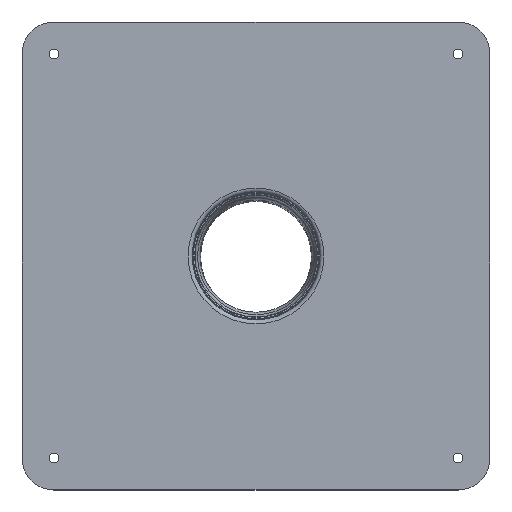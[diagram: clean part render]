
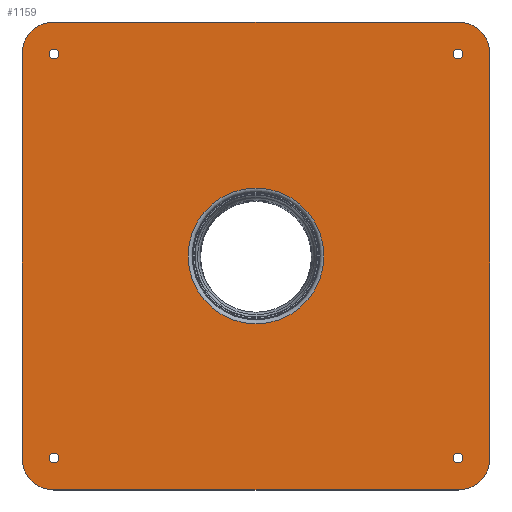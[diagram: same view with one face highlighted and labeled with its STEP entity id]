
A CAD part, top view. The second image highlights one B-rep face of the part: STEP entity #1159.
In plain terms, the highlighted planar face has unit normal (0, 0, 1).
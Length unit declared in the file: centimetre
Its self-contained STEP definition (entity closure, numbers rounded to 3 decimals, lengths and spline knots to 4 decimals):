
#73=FACE_BOUND('',#345,.T.);
#74=FACE_BOUND('',#346,.T.);
#75=FACE_BOUND('',#347,.T.);
#76=FACE_BOUND('',#348,.T.);
#77=FACE_BOUND('',#349,.T.);
#87=CIRCLE('',#1331,3.);
#88=CIRCLE('',#1333,20.);
#91=CIRCLE('',#1337,3.);
#92=CIRCLE('',#1339,20.);
#95=CIRCLE('',#1343,3.);
#96=CIRCLE('',#1345,20.);
#99=CIRCLE('',#1350,3.);
#100=CIRCLE('',#1352,20.);
#102=CIRCLE('',#1357,42.5167);
#269=FACE_OUTER_BOUND('',#344,.T.);
#344=EDGE_LOOP('',(#792,#793,#794,#795,#796,#797,#798,#799));
#345=EDGE_LOOP('',(#800));
#346=EDGE_LOOP('',(#801));
#347=EDGE_LOOP('',(#802));
#348=EDGE_LOOP('',(#803));
#349=EDGE_LOOP('',(#804));
#420=VERTEX_POINT('',#2030);
#421=VERTEX_POINT('',#2031);
#425=VERTEX_POINT('',#2041);
#426=VERTEX_POINT('',#2045);
#429=VERTEX_POINT('',#2053);
#430=VERTEX_POINT('',#2057);
#433=VERTEX_POINT('',#2065);
#434=VERTEX_POINT('',#2069);
#435=VERTEX_POINT('',#2070);
#439=VERTEX_POINT('',#2080);
#441=VERTEX_POINT('',#2086);
#442=VERTEX_POINT('',#2090);
#444=VERTEX_POINT('',#2102);
#547=EDGE_CURVE('',#420,#421,#1233,.T.);
#553=EDGE_CURVE('',#425,#425,#87,.T.);
#554=EDGE_CURVE('',#420,#426,#88,.T.);
#559=EDGE_CURVE('',#429,#429,#91,.T.);
#560=EDGE_CURVE('',#421,#430,#92,.T.);
#565=EDGE_CURVE('',#433,#433,#95,.T.);
#566=EDGE_CURVE('',#434,#435,#96,.T.);
#571=EDGE_CURVE('',#435,#439,#1245,.T.);
#575=EDGE_CURVE('',#441,#441,#99,.T.);
#576=EDGE_CURVE('',#442,#439,#100,.T.);
#580=EDGE_CURVE('',#430,#442,#1250,.T.);
#581=EDGE_CURVE('',#426,#434,#1251,.T.);
#583=EDGE_CURVE('',#444,#444,#102,.T.);
#792=ORIENTED_EDGE('',*,*,#580,.T.);
#793=ORIENTED_EDGE('',*,*,#576,.T.);
#794=ORIENTED_EDGE('',*,*,#571,.F.);
#795=ORIENTED_EDGE('',*,*,#566,.F.);
#796=ORIENTED_EDGE('',*,*,#581,.F.);
#797=ORIENTED_EDGE('',*,*,#554,.F.);
#798=ORIENTED_EDGE('',*,*,#547,.T.);
#799=ORIENTED_EDGE('',*,*,#560,.T.);
#800=ORIENTED_EDGE('',*,*,#565,.T.);
#801=ORIENTED_EDGE('',*,*,#575,.F.);
#802=ORIENTED_EDGE('',*,*,#559,.F.);
#803=ORIENTED_EDGE('',*,*,#553,.T.);
#804=ORIENTED_EDGE('',*,*,#583,.T.);
#1142=PLANE('',#1356);
#1159=ADVANCED_FACE('',(#269,#73,#74,#75,#76,#77),#1142,.T.);
#1233=LINE('',#2032,#1280);
#1245=LINE('',#2081,#1292);
#1250=LINE('',#2097,#1297);
#1251=LINE('',#2099,#1298);
#1280=VECTOR('',#1550,10.);
#1292=VECTOR('',#1600,10.);
#1297=VECTOR('',#1619,10.);
#1298=VECTOR('',#1622,10.);
#1331=AXIS2_PLACEMENT_3D('',#2043,#1559,#1560);
#1333=AXIS2_PLACEMENT_3D('',#2046,#1563,#1564);
#1337=AXIS2_PLACEMENT_3D('',#2055,#1573,#1574);
#1339=AXIS2_PLACEMENT_3D('',#2058,#1577,#1578);
#1343=AXIS2_PLACEMENT_3D('',#2067,#1587,#1588);
#1345=AXIS2_PLACEMENT_3D('',#2071,#1591,#1592);
#1350=AXIS2_PLACEMENT_3D('',#2088,#1607,#1608);
#1352=AXIS2_PLACEMENT_3D('',#2091,#1611,#1612);
#1356=AXIS2_PLACEMENT_3D('',#2101,#1624,#1625);
#1357=AXIS2_PLACEMENT_3D('',#2103,#1626,#1627);
#1550=DIRECTION('',(1.,0.,0.));
#1559=DIRECTION('center_axis',(0.,0.,-1.));
#1560=DIRECTION('ref_axis',(-1.,0.,0.));
#1563=DIRECTION('center_axis',(0.,0.,-1.));
#1564=DIRECTION('ref_axis',(1.,0.,0.));
#1573=DIRECTION('center_axis',(0.,0.,1.));
#1574=DIRECTION('ref_axis',(1.,0.,0.));
#1577=DIRECTION('center_axis',(0.,0.,1.));
#1578=DIRECTION('ref_axis',(-1.,0.,0.));
#1587=DIRECTION('center_axis',(0.,0.,-1.));
#1588=DIRECTION('ref_axis',(-1.,0.,0.));
#1591=DIRECTION('center_axis',(0.,0.,-1.));
#1592=DIRECTION('ref_axis',(0.,-1.,0.));
#1600=DIRECTION('',(1.,0.,0.));
#1607=DIRECTION('center_axis',(0.,0.,1.));
#1608=DIRECTION('ref_axis',(1.,0.,0.));
#1611=DIRECTION('center_axis',(0.,0.,1.));
#1612=DIRECTION('ref_axis',(0.,-1.,0.));
#1619=DIRECTION('',(0.,1.,0.));
#1622=DIRECTION('',(0.,1.,0.));
#1624=DIRECTION('center_axis',(0.,0.,1.));
#1625=DIRECTION('ref_axis',(-1.,0.,0.));
#1626=DIRECTION('center_axis',(0.,0.,-1.));
#1627=DIRECTION('ref_axis',(1.,0.,0.));
#2030=CARTESIAN_POINT('',(-126.5,-146.5,301.3));
#2031=CARTESIAN_POINT('',(126.5,-146.5,301.3));
#2032=CARTESIAN_POINT('',(-133.5,-146.5,301.3));
#2041=CARTESIAN_POINT('',(-123.5,-126.5,301.3));
#2043=CARTESIAN_POINT('Origin',(-126.5,-126.5,301.3));
#2045=CARTESIAN_POINT('',(-146.5,-126.5,301.3));
#2046=CARTESIAN_POINT('Origin',(-126.5,-126.5,301.3));
#2053=CARTESIAN_POINT('',(123.5,-126.5,301.3));
#2055=CARTESIAN_POINT('Origin',(126.5,-126.5,301.3));
#2057=CARTESIAN_POINT('',(146.5,-126.5,301.3));
#2058=CARTESIAN_POINT('Origin',(126.5,-126.5,301.3));
#2065=CARTESIAN_POINT('',(-123.5,126.5,301.3));
#2067=CARTESIAN_POINT('Origin',(-126.5,126.5,301.3));
#2069=CARTESIAN_POINT('',(-146.5,126.5,301.3));
#2070=CARTESIAN_POINT('',(-126.5,146.5,301.3));
#2071=CARTESIAN_POINT('Origin',(-126.5,126.5,301.3));
#2080=CARTESIAN_POINT('',(126.5,146.5,301.3));
#2081=CARTESIAN_POINT('',(-130.,146.5,301.3));
#2086=CARTESIAN_POINT('',(123.5,126.5,301.3));
#2088=CARTESIAN_POINT('Origin',(126.5,126.5,301.3));
#2090=CARTESIAN_POINT('',(146.5,126.5,301.3));
#2091=CARTESIAN_POINT('Origin',(126.5,126.5,301.3));
#2097=CARTESIAN_POINT('',(146.5,-126.5,301.3));
#2099=CARTESIAN_POINT('',(-146.5,-126.5,301.3));
#2101=CARTESIAN_POINT('Origin',(0.,0.,301.3));
#2102=CARTESIAN_POINT('',(0.,-42.5167,301.3));
#2103=CARTESIAN_POINT('Origin',(0.,0.,
301.3));
